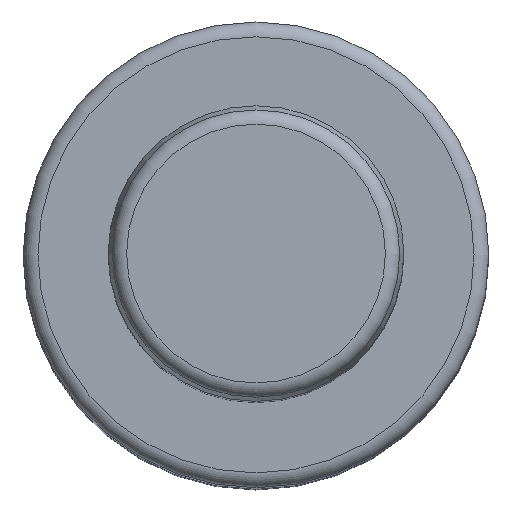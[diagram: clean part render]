
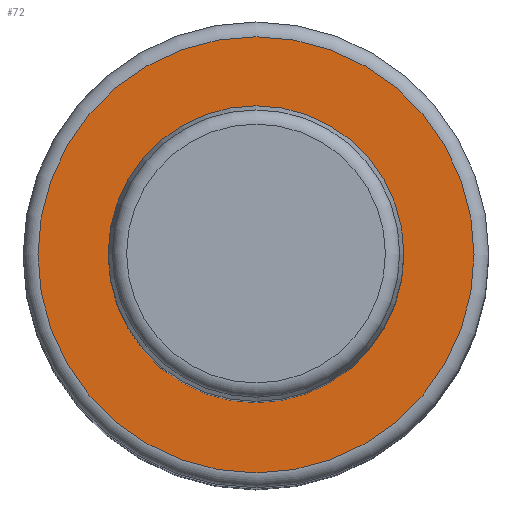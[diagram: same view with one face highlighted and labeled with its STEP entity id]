
A CAD part, top view. The second image highlights one B-rep face of the part: STEP entity #72.
In plain terms, the highlighted planar face has unit normal (0, 0, 1).
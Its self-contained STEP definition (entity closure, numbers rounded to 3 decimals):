
#72=ADVANCED_FACE('',(#100,#101),#95,.F.);
#95=PLANE('',#337);
#100=FACE_BOUND('',#138,.T.);
#101=FACE_BOUND('',#139,.T.);
#138=EDGE_LOOP('',(#181));
#139=EDGE_LOOP('',(#182));
#181=ORIENTED_EDGE('',*,*,#254,.T.);
#182=ORIENTED_EDGE('',*,*,#255,.F.);
#231=VERTEX_POINT('',#494);
#232=VERTEX_POINT('',#496);
#254=EDGE_CURVE('',#231,#231,#279,.T.);
#255=EDGE_CURVE('',#232,#232,#280,.T.);
#279=CIRCLE('',#335,10.);
#280=CIRCLE('',#336,14.75);
#335=AXIS2_PLACEMENT_3D('',#493,#393,#394);
#336=AXIS2_PLACEMENT_3D('',#495,#395,#396);
#337=AXIS2_PLACEMENT_3D('',#497,#397,#398);
#393=DIRECTION('',(0.,0.,-1.));
#394=DIRECTION('',(1.,0.,0.));
#395=DIRECTION('',(0.,0.,-1.));
#396=DIRECTION('',(-1.,0.,0.));
#397=DIRECTION('',(0.,0.,-1.));
#398=DIRECTION('',(1.,0.,0.));
#493=CARTESIAN_POINT('',(0.,0.,0.));
#494=CARTESIAN_POINT('',(10.,0.,0.));
#495=CARTESIAN_POINT('',(0.,0.,0.));
#496=CARTESIAN_POINT('',(-14.75,0.,0.));
#497=CARTESIAN_POINT('',(0.,10.,0.));
